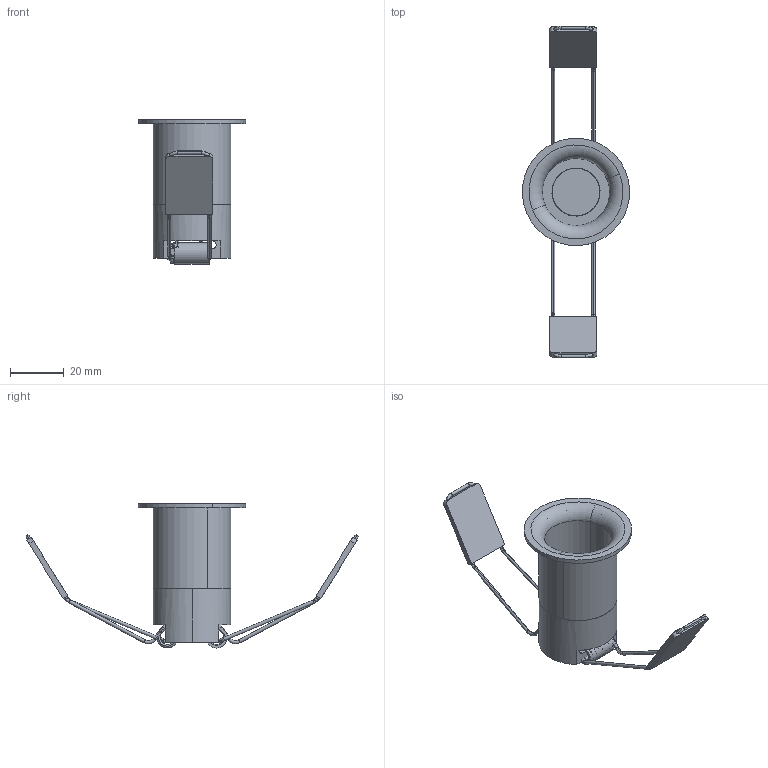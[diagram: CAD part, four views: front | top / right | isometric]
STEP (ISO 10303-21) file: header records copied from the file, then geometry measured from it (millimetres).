
FILE_DESCRIPTION (( 'STEP AP203' ), '1' );
FILE_NAME ('AJ-A004-03003.STEP', '2025-12-17T11:30:28', ( 'MM' ), ( 'Microsoft' ), 'SwSTEP 2.0', 'SolidWorks 2017', '' );
FILE_SCHEMA (( 'CONFIG_CONTROL_DESIGN' ));
Length unit declared in the file: millimetre
Products named in the file (6): 韁呏20-11芵噩; AJ-A004-03003; 3535臏價啣; 粟銅-湮瘍; ヶ遠-S; 奻遠-S-2
Assembly tree (6 placements, depth 2):
  AJ-A004-03003
    奻遠-S-2
    韁呏20-11芵噩
    3535臏價啣
    ヶ遠-S
    粟銅-湮瘍  x2
Bounding box: 39.96 x 123.58 x 53.63 mm (x, y, z)
Volume: 20419.5 mm3; surface area: 17944.2 mm2
Topology: 7 solids, 7 shells, 201 faces, 485 edges, 310 vertices
Faces by surface type: cylinder 99, plane 66, torus 30, bspline 4, cone 2
Entity records: 7027 total; most frequent: CARTESIAN_POINT 2651, DIRECTION 849, ORIENTED_EDGE 738, EDGE_CURVE 369, AXIS2_PLACEMENT_3D 344, VERTEX_POINT 238, CIRCLE 182, EDGE_LOOP 175
